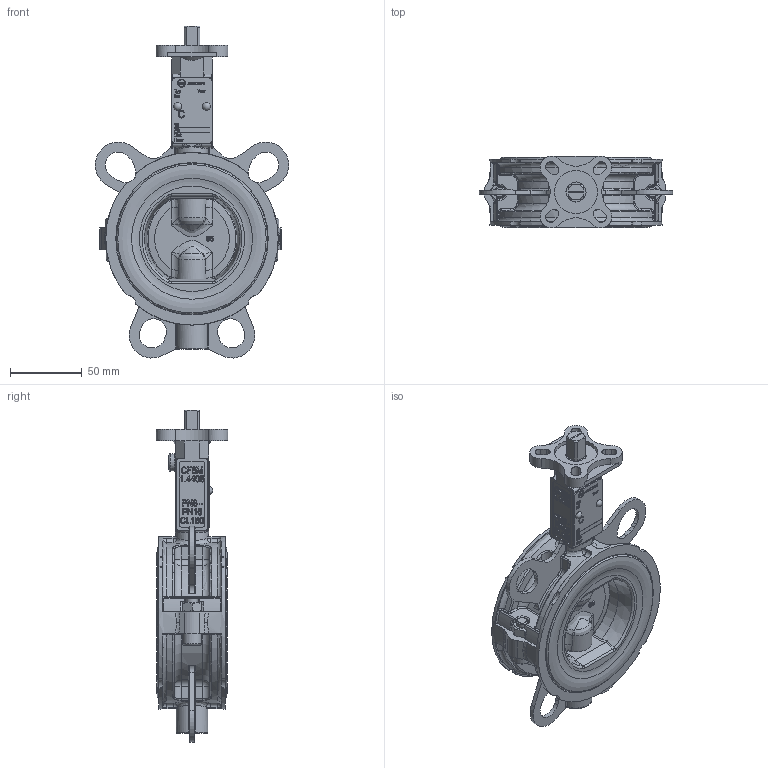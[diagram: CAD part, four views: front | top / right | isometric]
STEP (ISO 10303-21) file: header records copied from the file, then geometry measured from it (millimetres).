
FILE_DESCRIPTION((''),'2;1');
FILE_NAME('Z611-K DN65.stp','2015-04-09T07:12:59',('hellwig'),(''),'Autodesk Inventor 2013','Autodesk Inventor 2013','');
FILE_SCHEMA(('AUTOMOTIVE_DESIGN { 1 0 10303 214 1 1 1 1 }'));
Length unit declared in the file: millimetre
Products named in the file (1): M11120_Shrinkwrap_1
Bounding box: 134.52 x 50 x 230.93 mm (x, y, z)
Volume: 373687.1 mm3; surface area: 121970.8 mm2
Topology: 1 solids, 18 shells, 2005 faces, 5225 edges, 3356 vertices
Faces by surface type: plane 888, bspline 580, cylinder 332, torus 113, cone 58, sphere 34
Full cylindrical faces by diameter (mm): 3 x4, 3.2 x2, 4.917 x1, 5.5 x1, 8 x5, 8.5 x2, 13 x2, 14 x7, 15 x2, 16 x6, 17 x1, 21 x1, 30.1 x1, 77.3 x2, 77.5 x2, 100 x2, 104.8 x2, 106 x2
Entity records: 69395 total; most frequent: CARTESIAN_POINT 22622, ORIENTED_EDGE 10132, DIRECTION 7481, EDGE_CURVE 5066, VERTEX_POINT 3319, VECTOR 2697, LINE 2697, AXIS2_PLACEMENT_3D 2392
